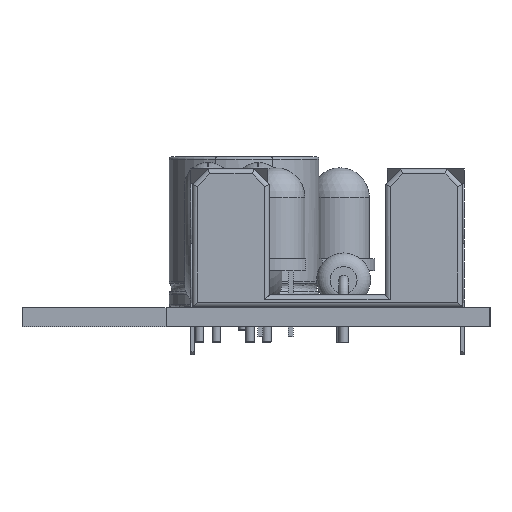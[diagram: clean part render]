
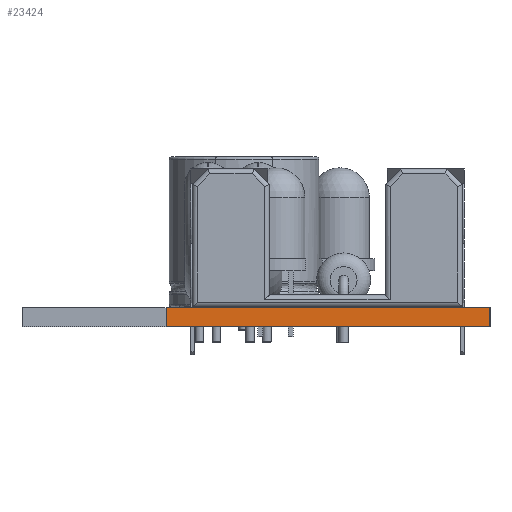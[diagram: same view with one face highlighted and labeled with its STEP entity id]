
A CAD part, left-side view. The second image highlights one B-rep face of the part: STEP entity #23424.
In plain terms, the highlighted planar face has unit normal (-1, 0, 0).
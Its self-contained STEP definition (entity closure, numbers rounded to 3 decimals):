
#20239 = PLANE('',#20240);
#20240 = AXIS2_PLACEMENT_3D('',#20241,#20242,#20243);
#20241 = CARTESIAN_POINT('',(151.115,-93.442,1.6));
#20242 = DIRECTION('',(0.,0.,1.));
#20243 = DIRECTION('',(1.,0.,-0.));
#20293 = PLANE('',#20294);
#20294 = AXIS2_PLACEMENT_3D('',#20295,#20296,#20297);
#20295 = CARTESIAN_POINT('',(151.115,-93.442,0.));
#20296 = DIRECTION('',(0.,0.,1.));
#20297 = DIRECTION('',(1.,0.,-0.));
#20514 = VERTEX_POINT('',#20515);
#20515 = CARTESIAN_POINT('',(120.6,-89.7,0.));
#20529 = PLANE('',#20530);
#20530 = AXIS2_PLACEMENT_3D('',#20531,#20532,#20533);
#20531 = CARTESIAN_POINT('',(130.6,-89.7,0.));
#20532 = DIRECTION('',(0.,-1.,0.));
#20533 = DIRECTION('',(-1.,0.,0.));
#20541 = EDGE_CURVE('',#20514,#20542,#20544,.T.);
#20542 = VERTEX_POINT('',#20543);
#20543 = CARTESIAN_POINT('',(120.6,-116.7,0.));
#20544 = SURFACE_CURVE('',#20545,(#20549,#20556),.PCURVE_S1.);
#20545 = LINE('',#20546,#20547);
#20546 = CARTESIAN_POINT('',(120.6,-89.7,0.));
#20547 = VECTOR('',#20548,1.);
#20548 = DIRECTION('',(0.,-1.,0.));
#20549 = PCURVE('',#20293,#20550);
#20550 = DEFINITIONAL_REPRESENTATION('',(#20551),#20555);
#20551 = LINE('',#20552,#20553);
#20552 = CARTESIAN_POINT('',(-30.515,3.742));
#20553 = VECTOR('',#20554,1.);
#20554 = DIRECTION('',(0.,-1.));
#20555 = ( GEOMETRIC_REPRESENTATION_CONTEXT(2) 
PARAMETRIC_REPRESENTATION_CONTEXT() REPRESENTATION_CONTEXT('2D SPACE',''
  ) );
#20556 = PCURVE('',#20557,#20562);
#20557 = PLANE('',#20558);
#20558 = AXIS2_PLACEMENT_3D('',#20559,#20560,#20561);
#20559 = CARTESIAN_POINT('',(120.6,-89.7,0.));
#20560 = DIRECTION('',(1.,0.,-0.));
#20561 = DIRECTION('',(0.,-1.,0.));
#20562 = DEFINITIONAL_REPRESENTATION('',(#20563),#20567);
#20563 = LINE('',#20564,#20565);
#20564 = CARTESIAN_POINT('',(0.,0.));
#20565 = VECTOR('',#20566,1.);
#20566 = DIRECTION('',(1.,0.));
#20567 = ( GEOMETRIC_REPRESENTATION_CONTEXT(2) 
PARAMETRIC_REPRESENTATION_CONTEXT() REPRESENTATION_CONTEXT('2D SPACE',''
  ) );
#20585 = PLANE('',#20586);
#20586 = AXIS2_PLACEMENT_3D('',#20587,#20588,#20589);
#20587 = CARTESIAN_POINT('',(120.6,-116.7,0.));
#20588 = DIRECTION('',(0.,1.,0.));
#20589 = DIRECTION('',(1.,0.,0.));
#22021 = VERTEX_POINT('',#22022);
#22022 = CARTESIAN_POINT('',(120.6,-89.7,1.6));
#22043 = EDGE_CURVE('',#22021,#22044,#22046,.T.);
#22044 = VERTEX_POINT('',#22045);
#22045 = CARTESIAN_POINT('',(120.6,-116.7,1.6));
#22046 = SURFACE_CURVE('',#22047,(#22051,#22058),.PCURVE_S1.);
#22047 = LINE('',#22048,#22049);
#22048 = CARTESIAN_POINT('',(120.6,-89.7,1.6));
#22049 = VECTOR('',#22050,1.);
#22050 = DIRECTION('',(0.,-1.,0.));
#22051 = PCURVE('',#20239,#22052);
#22052 = DEFINITIONAL_REPRESENTATION('',(#22053),#22057);
#22053 = LINE('',#22054,#22055);
#22054 = CARTESIAN_POINT('',(-30.515,3.742));
#22055 = VECTOR('',#22056,1.);
#22056 = DIRECTION('',(0.,-1.));
#22057 = ( GEOMETRIC_REPRESENTATION_CONTEXT(2) 
PARAMETRIC_REPRESENTATION_CONTEXT() REPRESENTATION_CONTEXT('2D SPACE',''
  ) );
#22058 = PCURVE('',#20557,#22059);
#22059 = DEFINITIONAL_REPRESENTATION('',(#22060),#22064);
#22060 = LINE('',#22061,#22062);
#22061 = CARTESIAN_POINT('',(0.,-1.6));
#22062 = VECTOR('',#22063,1.);
#22063 = DIRECTION('',(1.,0.));
#22064 = ( GEOMETRIC_REPRESENTATION_CONTEXT(2) 
PARAMETRIC_REPRESENTATION_CONTEXT() REPRESENTATION_CONTEXT('2D SPACE',''
  ) );
#23376 = EDGE_CURVE('',#20514,#22021,#23377,.T.);
#23377 = SURFACE_CURVE('',#23378,(#23382,#23389),.PCURVE_S1.);
#23378 = LINE('',#23379,#23380);
#23379 = CARTESIAN_POINT('',(120.6,-89.7,0.));
#23380 = VECTOR('',#23381,1.);
#23381 = DIRECTION('',(0.,0.,1.));
#23382 = PCURVE('',#20529,#23383);
#23383 = DEFINITIONAL_REPRESENTATION('',(#23384),#23388);
#23384 = LINE('',#23385,#23386);
#23385 = CARTESIAN_POINT('',(10.,0.));
#23386 = VECTOR('',#23387,1.);
#23387 = DIRECTION('',(0.,-1.));
#23388 = ( GEOMETRIC_REPRESENTATION_CONTEXT(2) 
PARAMETRIC_REPRESENTATION_CONTEXT() REPRESENTATION_CONTEXT('2D SPACE',''
  ) );
#23389 = PCURVE('',#20557,#23390);
#23390 = DEFINITIONAL_REPRESENTATION('',(#23391),#23395);
#23391 = LINE('',#23392,#23393);
#23392 = CARTESIAN_POINT('',(0.,0.));
#23393 = VECTOR('',#23394,1.);
#23394 = DIRECTION('',(0.,-1.));
#23395 = ( GEOMETRIC_REPRESENTATION_CONTEXT(2) 
PARAMETRIC_REPRESENTATION_CONTEXT() REPRESENTATION_CONTEXT('2D SPACE',''
  ) );
#23424 = ADVANCED_FACE('',(#23425),#20557,.F.);
#23425 = FACE_BOUND('',#23426,.F.);
#23426 = EDGE_LOOP('',(#23427,#23428,#23429,#23450));
#23427 = ORIENTED_EDGE('',*,*,#23376,.T.);
#23428 = ORIENTED_EDGE('',*,*,#22043,.T.);
#23429 = ORIENTED_EDGE('',*,*,#23430,.F.);
#23430 = EDGE_CURVE('',#20542,#22044,#23431,.T.);
#23431 = SURFACE_CURVE('',#23432,(#23436,#23443),.PCURVE_S1.);
#23432 = LINE('',#23433,#23434);
#23433 = CARTESIAN_POINT('',(120.6,-116.7,0.));
#23434 = VECTOR('',#23435,1.);
#23435 = DIRECTION('',(0.,0.,1.));
#23436 = PCURVE('',#20557,#23437);
#23437 = DEFINITIONAL_REPRESENTATION('',(#23438),#23442);
#23438 = LINE('',#23439,#23440);
#23439 = CARTESIAN_POINT('',(27.,0.));
#23440 = VECTOR('',#23441,1.);
#23441 = DIRECTION('',(0.,-1.));
#23442 = ( GEOMETRIC_REPRESENTATION_CONTEXT(2) 
PARAMETRIC_REPRESENTATION_CONTEXT() REPRESENTATION_CONTEXT('2D SPACE',''
  ) );
#23443 = PCURVE('',#20585,#23444);
#23444 = DEFINITIONAL_REPRESENTATION('',(#23445),#23449);
#23445 = LINE('',#23446,#23447);
#23446 = CARTESIAN_POINT('',(0.,0.));
#23447 = VECTOR('',#23448,1.);
#23448 = DIRECTION('',(0.,-1.));
#23449 = ( GEOMETRIC_REPRESENTATION_CONTEXT(2) 
PARAMETRIC_REPRESENTATION_CONTEXT() REPRESENTATION_CONTEXT('2D SPACE',''
  ) );
#23450 = ORIENTED_EDGE('',*,*,#20541,.F.);
